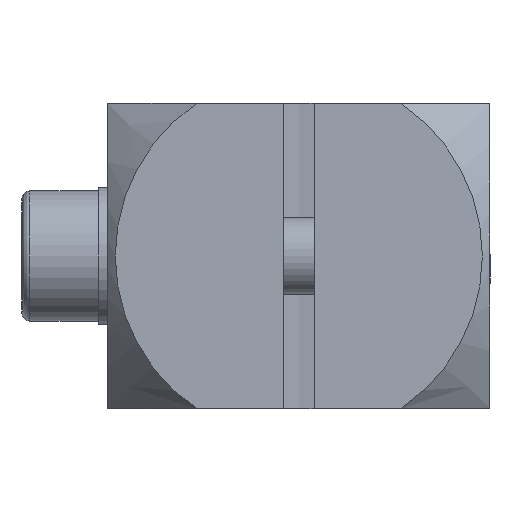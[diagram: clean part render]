
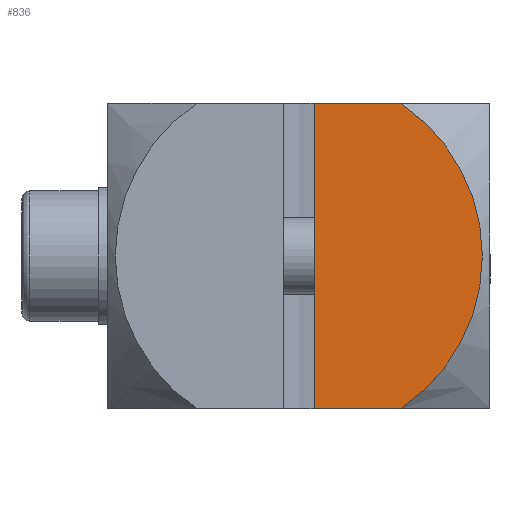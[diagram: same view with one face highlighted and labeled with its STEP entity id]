
A CAD part, left-side view. The second image highlights one B-rep face of the part: STEP entity #836.
In plain terms, the highlighted planar face has unit normal (-1, 0, 0).
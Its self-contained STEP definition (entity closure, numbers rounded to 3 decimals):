
#181=CARTESIAN_POINT('',(-19.,-1.,10.0));
#182=VERTEX_POINT('',#181);
#189=CARTESIAN_POINT('',(-19.0,-6.633,10.));
#190=VERTEX_POINT('',#189);
#191=CARTESIAN_POINT('',(-19.0,-6.633,10.));
#192=DIRECTION('',(0.0,1.0,0.0));
#193=VECTOR('',#192,5.633);
#194=LINE('',#191,#193);
#195=EDGE_CURVE('',#190,#182,#194,.T.);
#314=CARTESIAN_POINT('',(-19.,-1.,-10.0));
#315=VERTEX_POINT('',#314);
#322=CARTESIAN_POINT('',(-19.,-1.,-10.0));
#323=DIRECTION('',(0.0,0.0,1.0));
#324=VECTOR('',#323,20.0);
#325=LINE('',#322,#324);
#326=EDGE_CURVE('',#315,#182,#325,.T.);
#585=CARTESIAN_POINT('',(-19.,-6.633,-10.0));
#586=VERTEX_POINT('',#585);
#587=CARTESIAN_POINT('',(-19.,0.,0.0));
#588=DIRECTION('',(1.0,0.0,0.0));
#589=DIRECTION('',(0.0,0.0,-1.0));
#590=AXIS2_PLACEMENT_3D('',#587,#588,#589);
#591=CIRCLE('',#590,12.);
#592=EDGE_CURVE('',#190,#586,#591,.T.);
#789=CARTESIAN_POINT('',(-19.,-1.,-10.0));
#790=DIRECTION('',(0.0,-1.0,0.0));
#791=VECTOR('',#790,5.633);
#792=LINE('',#789,#791);
#793=EDGE_CURVE('',#315,#586,#792,.T.);
#825=CARTESIAN_POINT('',(-19.,-12.5,0.0));
#826=DIRECTION('',(-1.0,0.0,0.0));
#827=DIRECTION('',(0.0,0.0,1.0));
#828=AXIS2_PLACEMENT_3D('',#825,#826,#827);
#829=PLANE('',#828);
#830=ORIENTED_EDGE('',*,*,#592,.F.);
#831=ORIENTED_EDGE('',*,*,#195,.T.);
#832=ORIENTED_EDGE('',*,*,#326,.F.);
#833=ORIENTED_EDGE('',*,*,#793,.T.);
#834=EDGE_LOOP('',(#830,#831,#832,#833));
#835=FACE_OUTER_BOUND('',#834,.T.);
#836=ADVANCED_FACE('',(#835),#829,.T.);
